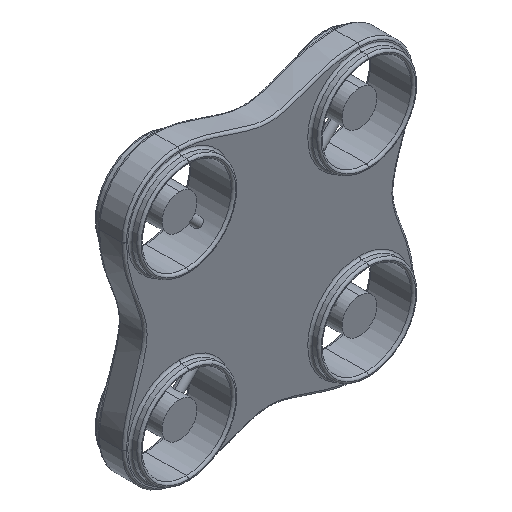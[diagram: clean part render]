
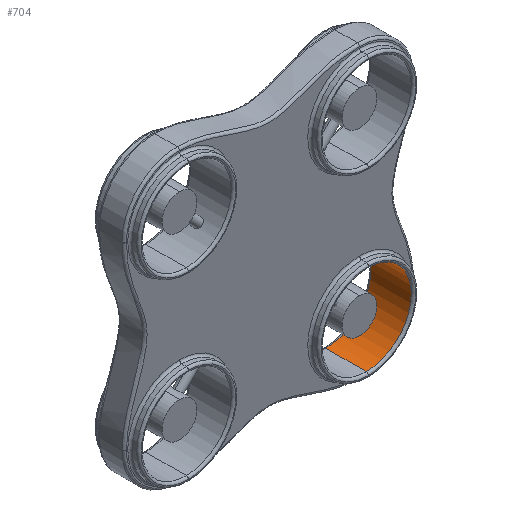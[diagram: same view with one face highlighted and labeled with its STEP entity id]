
A CAD part, isometric view. The second image highlights one B-rep face of the part: STEP entity #704.
In plain terms, the highlighted cylindrical face has radius 50 mm (diameter 100 mm), a partial arc.
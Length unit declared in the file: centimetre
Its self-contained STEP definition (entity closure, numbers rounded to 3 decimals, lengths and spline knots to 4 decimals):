
#19 = LINE ( 'NONE', #4166, #3252 ) ;
#22 = AXIS2_PLACEMENT_3D ( 'NONE', #2295, #1837, #2275 ) ;
#50 = CARTESIAN_POINT ( 'NONE',  ( 10., 3.75, -5. ) ) ;
#217 = CARTESIAN_POINT ( 'NONE',  ( 10., 3.75, -10. ) ) ;
#704 = ADVANCED_FACE ( 'NONE', ( #1726 ), #3406, .F. ) ;
#753 = DIRECTION ( 'NONE',  ( 0., -1., 0. ) ) ;
#811 = CARTESIAN_POINT ( 'NONE',  ( 10., 3., -5. ) ) ;
#829 = VERTEX_POINT ( 'NONE', #4283 ) ;
#1129 = EDGE_CURVE ( 'NONE', #3097, #1994, #1381, .T. ) ;
#1381 = CIRCLE ( 'NONE', #5267, 5. ) ;
#1590 = DIRECTION ( 'NONE',  ( 0., 1., 0. ) ) ;
#1603 = DIRECTION ( 'NONE',  ( 0., -1., 0. ) ) ;
#1726 = FACE_OUTER_BOUND ( 'NONE', #4862, .T. ) ;
#1837 = DIRECTION ( 'NONE',  ( 0., -1., 0. ) ) ;
#1994 = VERTEX_POINT ( 'NONE', #5360 ) ;
#2049 = EDGE_CURVE ( 'NONE', #2426, #829, #4616, .T. ) ;
#2275 = DIRECTION ( 'NONE',  ( 0., 0., 1. ) ) ;
#2295 = CARTESIAN_POINT ( 'NONE',  ( 10., -0.75, -10. ) ) ;
#2387 = DIRECTION ( 'NONE',  ( 0., 0., 1. ) ) ;
#2426 = VERTEX_POINT ( 'NONE', #3334 ) ;
#2646 = VECTOR ( 'NONE', #5601, 100. ) ;
#3097 = VERTEX_POINT ( 'NONE', #50 ) ;
#3251 = EDGE_CURVE ( 'NONE', #1994, #2426, #19, .T. ) ;
#3252 = VECTOR ( 'NONE', #753, 100. ) ;
#3334 = CARTESIAN_POINT ( 'NONE',  ( 10., -0.75, -15. ) ) ;
#3406 = CYLINDRICAL_SURFACE ( 'NONE', #4670, 5. ) ;
#3646 = LINE ( 'NONE', #811, #2646 ) ;
#3714 = ORIENTED_EDGE ( 'NONE', *, *, #2049, .T. ) ;
#3743 = ORIENTED_EDGE ( 'NONE', *, *, #4953, .F. ) ;
#4166 = CARTESIAN_POINT ( 'NONE',  ( 10., 3., -15. ) ) ;
#4283 = CARTESIAN_POINT ( 'NONE',  ( 10., -0.75, -5. ) ) ;
#4313 = ORIENTED_EDGE ( 'NONE', *, *, #1129, .T. ) ;
#4616 = CIRCLE ( 'NONE', #22, 5. ) ;
#4670 = AXIS2_PLACEMENT_3D ( 'NONE', #5483, #1603, #5064 ) ;
#4862 = EDGE_LOOP ( 'NONE', ( #3743, #4313, #4983, #3714 ) ) ;
#4953 = EDGE_CURVE ( 'NONE', #3097, #829, #3646, .T. ) ;
#4983 = ORIENTED_EDGE ( 'NONE', *, *, #3251, .T. ) ;
#5064 = DIRECTION ( 'NONE',  ( 0., 0., -1. ) ) ;
#5267 = AXIS2_PLACEMENT_3D ( 'NONE', #217, #1590, #2387 ) ;
#5360 = CARTESIAN_POINT ( 'NONE',  ( 10., 3.75, -15. ) ) ;
#5483 = CARTESIAN_POINT ( 'NONE',  ( 10., 3., -10. ) ) ;
#5601 = DIRECTION ( 'NONE',  ( 0., -1., 0. ) ) ;
